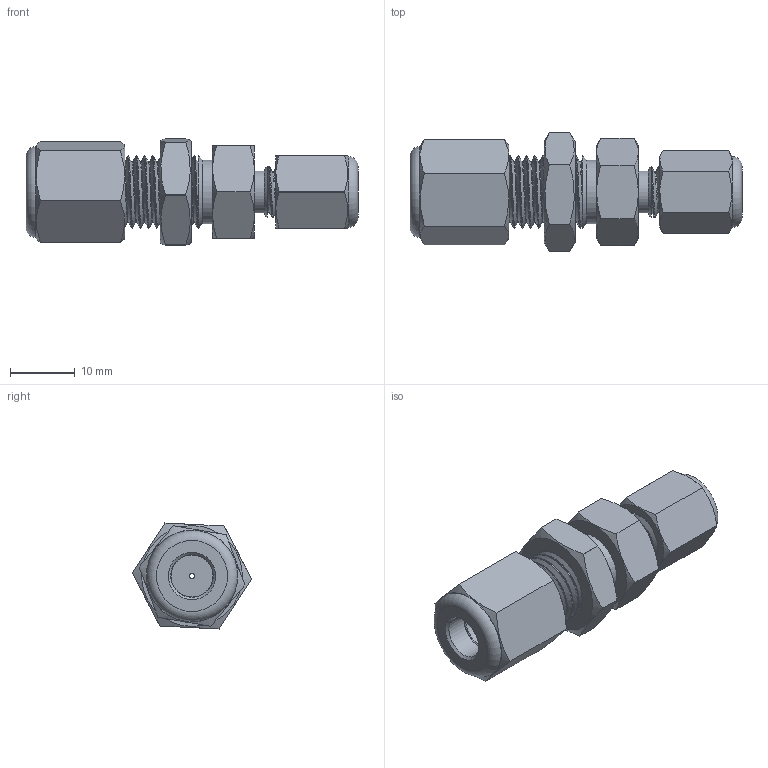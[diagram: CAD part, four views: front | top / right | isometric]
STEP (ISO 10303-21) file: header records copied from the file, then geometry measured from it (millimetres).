
FILE_DESCRIPTION((''),'2;1');
FILE_NAME('305148-EBRU24L Bulkhead external reducing union.stp','2013-08-23T11:21:47',('Franzp'),(''),'Autodesk Inventor 2013','Autodesk Inventor 2013','');
FILE_SCHEMA(('AUTOMOTIVE_DESIGN { 1 0 10303 214 1 1 1 1 }'));
Length unit declared in the file: millimetre
Products named in the file (3): 325148; 310536
Assembly tree (2 placements, depth 2):
  325148
    325148
    310536
Bounding box: 51.12 x 18.3 x 16.32 mm (x, y, z)
Volume: 646.4 mm3; surface area: 5521.1 mm2
Topology: 1 solids, 15 shells, 81 faces, 227 edges, 151 vertices
Faces by surface type: plane 37, cone 17, cylinder 16, bspline 9, torus 2
Full cylindrical faces by diameter (mm): 3.3 x1, 6.054 x2, 6.452 x1, 6.46 x1, 6.55 x1, 9.229 x2, 9.728 x1, 9.77 x1
Entity records: 9569 total; most frequent: CARTESIAN_POINT 7638, DIRECTION 342, ORIENTED_EDGE 309, EDGE_CURVE 190, AXIS2_PLACEMENT_3D 153, VERTEX_POINT 143, EDGE_LOOP 123, FACE_OUTER_BOUND 81
